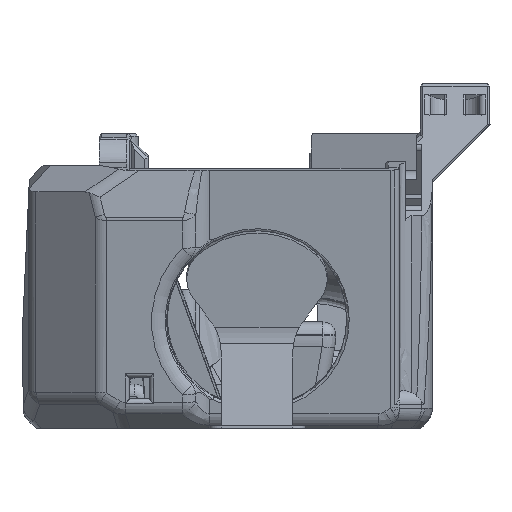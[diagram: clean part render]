
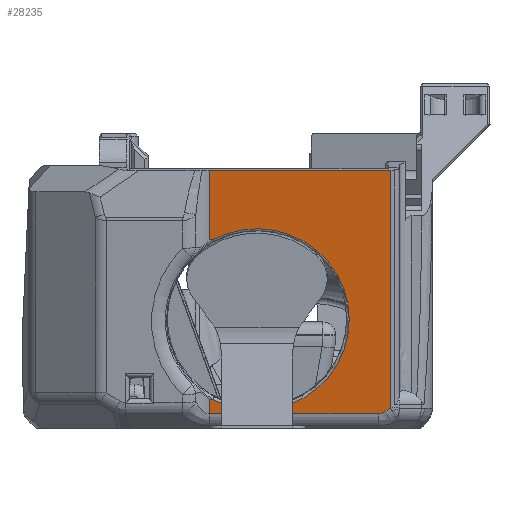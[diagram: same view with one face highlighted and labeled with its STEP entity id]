
A CAD part, left-side view. The second image highlights one B-rep face of the part: STEP entity #28235.
In plain terms, the highlighted planar face has unit normal (-0.985, 0, -0.174).
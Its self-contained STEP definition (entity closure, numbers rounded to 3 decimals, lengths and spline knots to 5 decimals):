
#846=CIRCLE('',#30545,0.0144);
#1386=ELLIPSE('',#30249,0.0032,0.002);
#3215=LINE('',#48118,#5561);
#3216=LINE('',#48137,#5562);
#3217=LINE('',#48139,#5563);
#3406=LINE('',#49680,#5752);
#3415=LINE('',#49732,#5761);
#3416=LINE('',#49734,#5762);
#5561=VECTOR('',#35357,1.);
#5562=VECTOR('',#35366,1.);
#5563=VECTOR('',#35369,1.);
#5752=VECTOR('',#36130,1.);
#5761=VECTOR('',#36151,1.);
#5762=VECTOR('',#36152,1.);
#7105=PLANE('',#30544);
#12532=ORIENTED_EDGE('',*,*,#18702,.T.);
#12533=ORIENTED_EDGE('',*,*,#18717,.F.);
#12534=ORIENTED_EDGE('',*,*,#18718,.F.);
#12535=ORIENTED_EDGE('',*,*,#18719,.F.);
#12536=ORIENTED_EDGE('',*,*,#18720,.T.);
#12537=ORIENTED_EDGE('',*,*,#18339,.T.);
#12538=ORIENTED_EDGE('',*,*,#18287,.F.);
#12539=ORIENTED_EDGE('',*,*,#18286,.T.);
#12540=ORIENTED_EDGE('',*,*,#18284,.T.);
#12541=ORIENTED_EDGE('',*,*,#18282,.F.);
#18282=EDGE_CURVE('',#21797,#21798,#3215,.T.);
#18284=EDGE_CURVE('',#21799,#21798,#1386,.T.);
#18286=EDGE_CURVE('',#21385,#21799,#3216,.T.);
#18287=EDGE_CURVE('',#21385,#21800,#3217,.T.);
#18339=EDGE_CURVE('',#21828,#21800,#23371,.T.);
#18702=EDGE_CURVE('',#21797,#22032,#3406,.T.);
#18717=EDGE_CURVE('',#22043,#22032,#3415,.T.);
#18718=EDGE_CURVE('',#22044,#22043,#3416,.T.);
#18719=EDGE_CURVE('',#22045,#22044,#23444,.F.);
#18720=EDGE_CURVE('',#22045,#21828,#846,.T.);
#21385=VERTEX_POINT('',#44857);
#21797=VERTEX_POINT('',#48117);
#21798=VERTEX_POINT('',#48119);
#21799=VERTEX_POINT('',#48134);
#21800=VERTEX_POINT('',#48140);
#21828=VERTEX_POINT('',#48497);
#22032=VERTEX_POINT('',#49679);
#22043=VERTEX_POINT('',#49733);
#22044=VERTEX_POINT('',#49735);
#22045=VERTEX_POINT('',#49740);
#23371=B_SPLINE_CURVE_WITH_KNOTS('',3,(#48493,#48494,#48495,#48496),
 .UNSPECIFIED.,.F.,.F.,(4,4),(0.61821,1.),.UNSPECIFIED.);
#23444=B_SPLINE_CURVE_WITH_KNOTS('',3,(#49736,#49737,#49738,#49739),
 .UNSPECIFIED.,.F.,.F.,(4,4),(0.,0.3818),.UNSPECIFIED.);
#24751=EDGE_LOOP('',(#12532,#12533,#12534,#12535,#12536,#12537,#12538,#12539,
#12540,#12541));
#26490=FACE_BOUND('',#24751,.T.);
#28235=ADVANCED_FACE('',(#26490),#7105,.F.);
#30249=AXIS2_PLACEMENT_3D('',#48133,#35360,#35361);
#30544=AXIS2_PLACEMENT_3D('',#49731,#36149,#36150);
#30545=AXIS2_PLACEMENT_3D('',#49741,#36153,#36154);
#35357=DIRECTION('',(0.097,0.829,-0.551));
#35360=DIRECTION('',(-0.985,0.,-0.174));
#35361=DIRECTION('',(-0.165,-0.304,0.938));
#35366=DIRECTION('',(0.,-1.,0.));
#35369=DIRECTION('',(-0.174,0.,0.985));
#36130=DIRECTION('',(-0.174,0.,0.985));
#36149=DIRECTION('',(0.985,0.,0.174));
#36150=DIRECTION('',(-0.174,0.,0.985));
#36151=DIRECTION('',(0.,-1.,0.));
#36152=DIRECTION('',(-0.174,0.,0.985));
#36153=DIRECTION('',(0.985,0.,0.174));
#36154=DIRECTION('',(0.174,0.,-0.985));
#44857=CARTESIAN_POINT('',(-0.02786,0.01227,0.00226));
#48117=CARTESIAN_POINT('',(-0.02803,-0.016,0.00322));
#48118=CARTESIAN_POINT('',(-0.02782,-0.0142,0.00202));
#48119=CARTESIAN_POINT('',(-0.02792,-0.01507,0.0026));
#48133=CARTESIAN_POINT('',(-0.0284,-0.01465,0.00533));
#48134=CARTESIAN_POINT('',(-0.02786,-0.01407,0.00226));
#48137=CARTESIAN_POINT('',(-0.02786,-0.01465,0.00226));
#48139=CARTESIAN_POINT('',(-0.03119,0.01227,0.0211));
#48140=CARTESIAN_POINT('',(-0.02826,0.01227,0.00448));
#48493=CARTESIAN_POINT('',(-0.02826,0.01177,0.00453));
#48494=CARTESIAN_POINT('',(-0.02826,0.01193,0.00452));
#48495=CARTESIAN_POINT('',(-0.02826,0.0121,0.0045));
#48496=CARTESIAN_POINT('',(-0.02826,0.01227,0.00448));
#48497=CARTESIAN_POINT('',(-0.02826,0.01177,0.00453));
#49679=CARTESIAN_POINT('',(-0.03457,-0.016,0.0403));
#49680=CARTESIAN_POINT('',(-0.00766,-0.016,-0.1123));
#49731=CARTESIAN_POINT('',(-0.03119,0.02485,0.0211));
#49732=CARTESIAN_POINT('',(-0.03457,0.02485,0.0403));
#49733=CARTESIAN_POINT('',(-0.03457,0.01227,0.0403));
#49734=CARTESIAN_POINT('',(-0.03119,0.01227,0.0211));
#49735=CARTESIAN_POINT('',(-0.03266,0.01227,0.02946));
#49736=CARTESIAN_POINT('',(-0.03266,0.01227,0.02946));
#49737=CARTESIAN_POINT('',(-0.03266,0.0121,0.02944));
#49738=CARTESIAN_POINT('',(-0.03265,0.01193,0.02943));
#49739=CARTESIAN_POINT('',(-0.03265,0.01177,0.02941));
#49740=CARTESIAN_POINT('',(-0.03265,0.01177,0.02941));
#49741=CARTESIAN_POINT('',(-0.03046,0.00485,0.01697));
